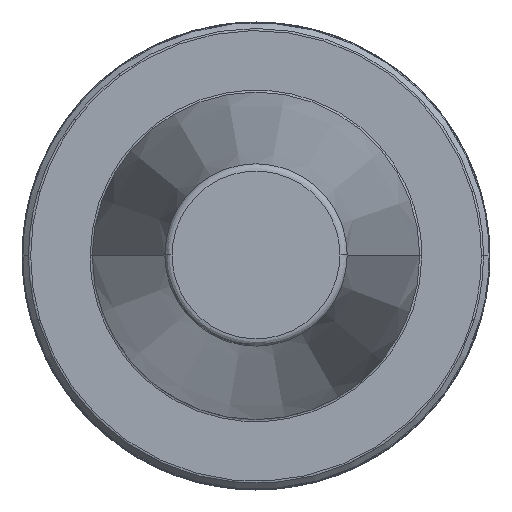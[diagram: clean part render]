
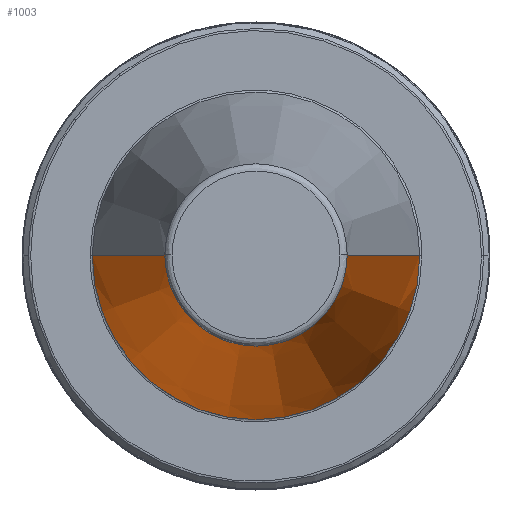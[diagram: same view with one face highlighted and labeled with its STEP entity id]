
A CAD part, top view. The second image highlights one B-rep face of the part: STEP entity #1003.
In plain terms, the highlighted conical face has half-angle 8.297 degrees and reference radius 22.225 mm.
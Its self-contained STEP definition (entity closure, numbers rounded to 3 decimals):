
#234 = VERTEX_POINT ( 'NONE', #787 ) ;
#244 = AXIS2_PLACEMENT_3D ( 'NONE', #2745, #1470, #2964 ) ;
#342 = DIRECTION ( 'NONE',  ( 0., 0., -1. ) ) ;
#400 = EDGE_LOOP ( 'NONE', ( #2342, #2068, #1107, #1906 ) ) ;
#441 = LINE ( 'NONE', #2505, #2142 ) ;
#719 = CARTESIAN_POINT ( 'NONE',  ( 0., 0., 0. ) ) ;
#737 = EDGE_CURVE ( 'NONE', #2877, #2848, #441, .T. ) ;
#742 = CARTESIAN_POINT ( 'NONE',  ( -22.225, 0., 0. ) ) ;
#787 = CARTESIAN_POINT ( 'NONE',  ( -12.375, 0., 67.544 ) ) ;
#906 = CARTESIAN_POINT ( 'NONE',  ( 0., 0., 0. ) ) ;
#943 = CIRCLE ( 'NONE', #244, 12.375 ) ;
#962 = DIRECTION ( 'NONE',  ( -1., 0., 0. ) ) ;
#1003 = ADVANCED_FACE ( 'NONE', ( #1877 ), #1127, .T. ) ;
#1015 = CARTESIAN_POINT ( 'NONE',  ( 22.225, 0., 0. ) ) ;
#1103 = AXIS2_PLACEMENT_3D ( 'NONE', #719, #2310, #962 ) ;
#1107 = ORIENTED_EDGE ( 'NONE', *, *, #1853, .T. ) ;
#1127 = CONICAL_SURFACE ( 'NONE', #2608, 22.225, 0.145 ) ;
#1470 = DIRECTION ( 'NONE',  ( 0., 0., -1. ) ) ;
#1608 = CARTESIAN_POINT ( 'NONE',  ( -22.225, 0., 0. ) ) ;
#1711 = DIRECTION ( 'NONE',  ( 0.144, 0., -0.99 ) ) ;
#1760 = EDGE_CURVE ( 'NONE', #1997, #2848, #1798, .T. ) ;
#1798 = CIRCLE ( 'NONE', #1103, 22.225 ) ;
#1853 = EDGE_CURVE ( 'NONE', #234, #1997, #2063, .T. ) ;
#1877 = FACE_OUTER_BOUND ( 'NONE', #400, .T. ) ;
#1906 = ORIENTED_EDGE ( 'NONE', *, *, #1760, .T. ) ;
#1997 = VERTEX_POINT ( 'NONE', #1608 ) ;
#2063 = LINE ( 'NONE', #742, #2256 ) ;
#2068 = ORIENTED_EDGE ( 'NONE', *, *, #2625, .T. ) ;
#2142 = VECTOR ( 'NONE', #1711, 1000. ) ;
#2256 = VECTOR ( 'NONE', #2979, 1000. ) ;
#2280 = CARTESIAN_POINT ( 'NONE',  ( 12.375, 0., 67.544 ) ) ;
#2310 = DIRECTION ( 'NONE',  ( 0., 0., 1. ) ) ;
#2342 = ORIENTED_EDGE ( 'NONE', *, *, #737, .F. ) ;
#2505 = CARTESIAN_POINT ( 'NONE',  ( 22.225, 0., 0. ) ) ;
#2608 = AXIS2_PLACEMENT_3D ( 'NONE', #906, #342, #2895 ) ;
#2625 = EDGE_CURVE ( 'NONE', #2877, #234, #943, .T. ) ;
#2745 = CARTESIAN_POINT ( 'NONE',  ( 0., 0., 67.544 ) ) ;
#2848 = VERTEX_POINT ( 'NONE', #1015 ) ;
#2877 = VERTEX_POINT ( 'NONE', #2280 ) ;
#2895 = DIRECTION ( 'NONE',  ( -1., 0., 0. ) ) ;
#2964 = DIRECTION ( 'NONE',  ( -1., 0., 0. ) ) ;
#2979 = DIRECTION ( 'NONE',  ( -0.144, 0., -0.99 ) ) ;
